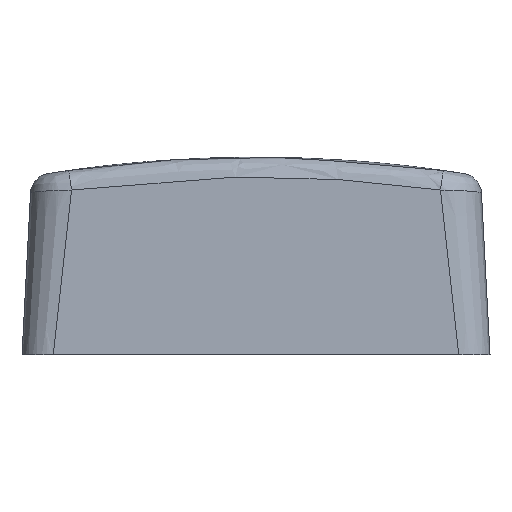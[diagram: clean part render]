
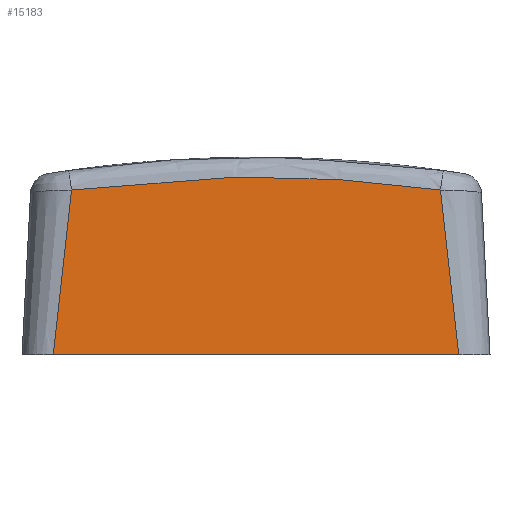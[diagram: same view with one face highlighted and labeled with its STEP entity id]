
A CAD part, front view. The second image highlights one B-rep face of the part: STEP entity #15183.
In plain terms, the highlighted planar face has unit normal (0, -0.999, 0.052).
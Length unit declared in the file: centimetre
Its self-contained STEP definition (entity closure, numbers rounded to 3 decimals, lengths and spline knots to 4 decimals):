
#34=ELLIPSE('',#16882,25.147,25.1125);
#1273=FACE_OUTER_BOUND('',#2247,.T.);
#2247=EDGE_LOOP('',(#12500,#12501,#12502,#12503));
#4112=LINE('',#28209,#5165);
#4115=LINE('',#28256,#5168);
#4137=LINE('',#28520,#5190);
#5165=VECTOR('',#21299,1.0017);
#5168=VECTOR('',#21310,1.0017);
#5190=VECTOR('',#21392,1.);
#6322=VERTEX_POINT('',#28196);
#6324=VERTEX_POINT('',#28207);
#6325=VERTEX_POINT('',#28241);
#6327=VERTEX_POINT('',#28252);
#8353=EDGE_CURVE('',#6324,#6322,#4112,.T.);
#8360=EDGE_CURVE('',#6325,#6327,#4115,.T.);
#8362=EDGE_CURVE('',#6322,#6325,#34,.T.);
#8394=EDGE_CURVE('',#6327,#6324,#4137,.T.);
#12500=ORIENTED_EDGE('',*,*,#8353,.F.);
#12501=ORIENTED_EDGE('',*,*,#8394,.F.);
#12502=ORIENTED_EDGE('',*,*,#8360,.F.);
#12503=ORIENTED_EDGE('',*,*,#8362,.F.);
#13314=PLANE('',#16912);
#15183=ADVANCED_FACE('',(#1273),#13314,.T.);
#16882=AXIS2_PLACEMENT_3D('',#28284,#21314,#21315);
#16912=AXIS2_PLACEMENT_3D('',#28523,#21396,#21397);
#21299=DIRECTION('',(0.11,0.052,0.993));
#21310=DIRECTION('',(0.11,-0.052,-0.993));
#21314=DIRECTION('center_axis',(0.,0.999,-0.052));
#21315=DIRECTION('ref_axis',(0.,0.052,0.999));
#21392=DIRECTION('',(-1.,0.,0.));
#21396=DIRECTION('center_axis',(0.,-0.999,0.052));
#21397=DIRECTION('ref_axis',(1.,0.,0.));
#28196=CARTESIAN_POINT('',(-3.5479,-16.0839,-0.031));
#28207=CARTESIAN_POINT('',(-3.899,-16.25,-3.2));
#28209=CARTESIAN_POINT('',(-3.4569,-16.0409,0.7904));
#28241=CARTESIAN_POINT('',(3.5479,-16.0839,-0.031));
#28252=CARTESIAN_POINT('',(3.899,-16.25,-3.2));
#28256=CARTESIAN_POINT('',(3.5246,-16.0729,0.1798));
#28284=CARTESIAN_POINT('Origin',(0.,-17.3868,-24.8916));
#28520=CARTESIAN_POINT('',(4.5,-16.25,-3.2));
#28523=CARTESIAN_POINT('Origin',(-4.5,-16.0825,-0.0044));
